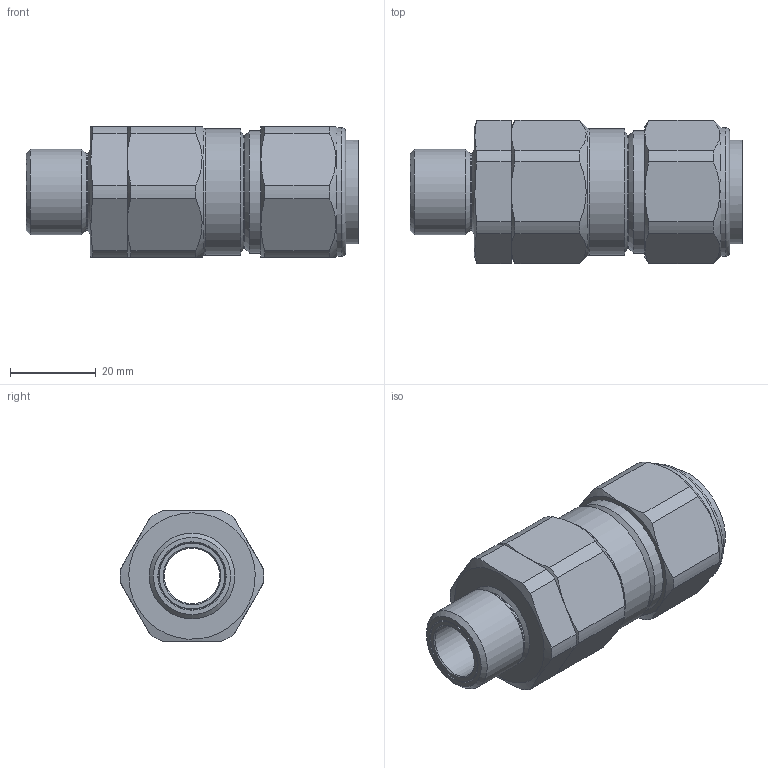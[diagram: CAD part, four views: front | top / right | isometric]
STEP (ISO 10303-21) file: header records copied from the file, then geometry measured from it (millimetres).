
FILE_DESCRIPTION (( 'STEP AP203' ), '1' );
FILE_NAME ('20PX2KX1RA.STEP', '2017-05-05T08:41:13', ( '' ), ( '' ), 'SwSTEP 2.0', 'SolidWorks 2017', '' );
FILE_SCHEMA (( 'CONFIG_CONTROL_DESIGN' ));
Length unit declared in the file: millimetre
Products named in the file (1): 20PX2KX1RA
Bounding box: 77.45 x 33.53 x 30.5 mm (x, y, z)
Surface area: 13492.8 mm2 (no closed solid volume)
Topology: 0 solids, 6 shells, 84 faces, 203 edges, 128 vertices
Faces by surface type: cylinder 28, plane 27, cone 26, torus 3
Full cylindrical faces by diameter (mm): 13 x1, 15.35 x1, 15.45 x1, 17.95 x1, 20 x1, 21 x1, 26.218 x1, 28.5 x1, 29.5 x1, 30 x1
Entity records: 2617 total; most frequent: CARTESIAN_POINT 733, DIRECTION 386, ORIENTED_EDGE 325, AXIS2_PLACEMENT_3D 172, EDGE_CURVE 171, VERTEX_POINT 123, EDGE_LOOP 120, FACE_OUTER_BOUND 97
